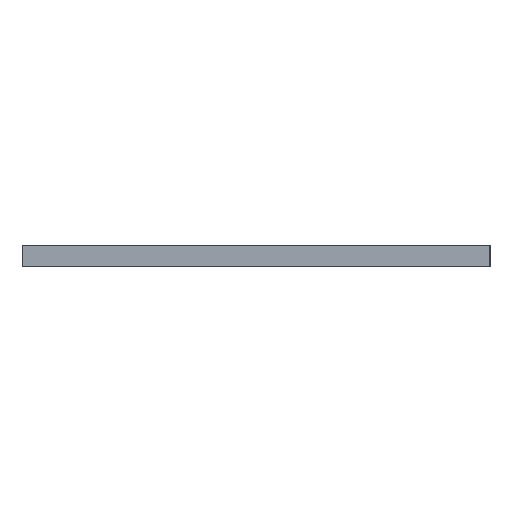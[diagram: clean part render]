
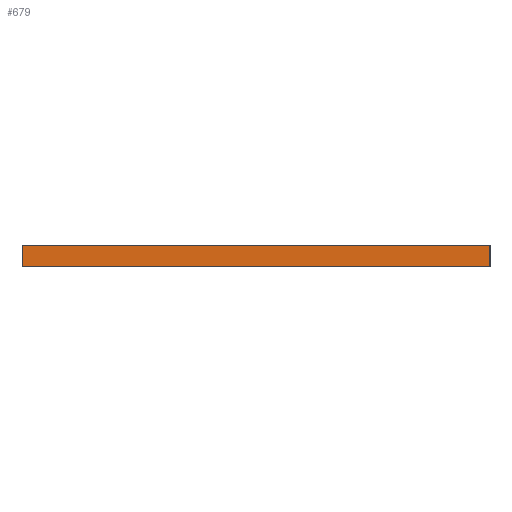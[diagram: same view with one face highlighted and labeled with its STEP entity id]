
A CAD part, front view. The second image highlights one B-rep face of the part: STEP entity #679.
In plain terms, the highlighted planar face has unit normal (0, -1, 0).
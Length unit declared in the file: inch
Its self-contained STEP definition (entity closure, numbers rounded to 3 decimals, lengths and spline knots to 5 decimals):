
#20 = CARTESIAN_POINT ( 'NONE',  ( -2., -2., 0.094 ) ) ;
#41 = CARTESIAN_POINT ( 'NONE',  ( -2., -2., -0.094 ) ) ;
#46 = VERTEX_POINT ( 'NONE', #711 ) ;
#105 = EDGE_CURVE ( 'NONE', #172, #467, #673, .T. ) ;
#108 = VECTOR ( 'NONE', #682, 39.37008 ) ;
#172 = VERTEX_POINT ( 'NONE', #803 ) ;
#191 = LINE ( 'NONE', #789, #754 ) ;
#215 = VECTOR ( 'NONE', #590, 39.37008 ) ;
#224 = AXIS2_PLACEMENT_3D ( 'NONE', #476, #600, #422 ) ;
#261 = CARTESIAN_POINT ( 'NONE',  ( 2., -2., -0.094 ) ) ;
#306 = ORIENTED_EDGE ( 'NONE', *, *, #723, .F. ) ;
#384 = LINE ( 'NONE', #41, #108 ) ;
#401 = CARTESIAN_POINT ( 'NONE',  ( 2., -2., 0.094 ) ) ;
#422 = DIRECTION ( 'NONE',  ( 0., 0., 1. ) ) ;
#438 = EDGE_LOOP ( 'NONE', ( #721, #690, #306, #494 ) ) ;
#464 = FACE_OUTER_BOUND ( 'NONE', #438, .T. ) ;
#467 = VERTEX_POINT ( 'NONE', #20 ) ;
#476 = CARTESIAN_POINT ( 'NONE',  ( 2., -2., -0.094 ) ) ;
#477 = VECTOR ( 'NONE', #624, 39.37008 ) ;
#483 = PLANE ( 'NONE',  #224 ) ;
#494 = ORIENTED_EDGE ( 'NONE', *, *, #626, .F. ) ;
#590 = DIRECTION ( 'NONE',  ( -1., 0., 0. ) ) ;
#600 = DIRECTION ( 'NONE',  ( 0., 1., 0. ) ) ;
#624 = DIRECTION ( 'NONE',  ( 0., 0., 1. ) ) ;
#626 = EDGE_CURVE ( 'NONE', #821, #46, #191, .T. ) ;
#628 = LINE ( 'NONE', #806, #477 ) ;
#660 = DIRECTION ( 'NONE',  ( -1., 0., 0. ) ) ;
#673 = LINE ( 'NONE', #401, #215 ) ;
#679 = ADVANCED_FACE ( 'NONE', ( #464 ), #483, .F. ) ;
#682 = DIRECTION ( 'NONE',  ( 0., 0., 1. ) ) ;
#690 = ORIENTED_EDGE ( 'NONE', *, *, #105, .T. ) ;
#711 = CARTESIAN_POINT ( 'NONE',  ( -2., -2., -0.094 ) ) ;
#721 = ORIENTED_EDGE ( 'NONE', *, *, #782, .T. ) ;
#723 = EDGE_CURVE ( 'NONE', #46, #467, #384, .T. ) ;
#754 = VECTOR ( 'NONE', #660, 39.37008 ) ;
#782 = EDGE_CURVE ( 'NONE', #821, #172, #628, .T. ) ;
#789 = CARTESIAN_POINT ( 'NONE',  ( 2., -2., -0.094 ) ) ;
#803 = CARTESIAN_POINT ( 'NONE',  ( 2., -2., 0.094 ) ) ;
#806 = CARTESIAN_POINT ( 'NONE',  ( 2., -2., -0.094 ) ) ;
#821 = VERTEX_POINT ( 'NONE', #261 ) ;
